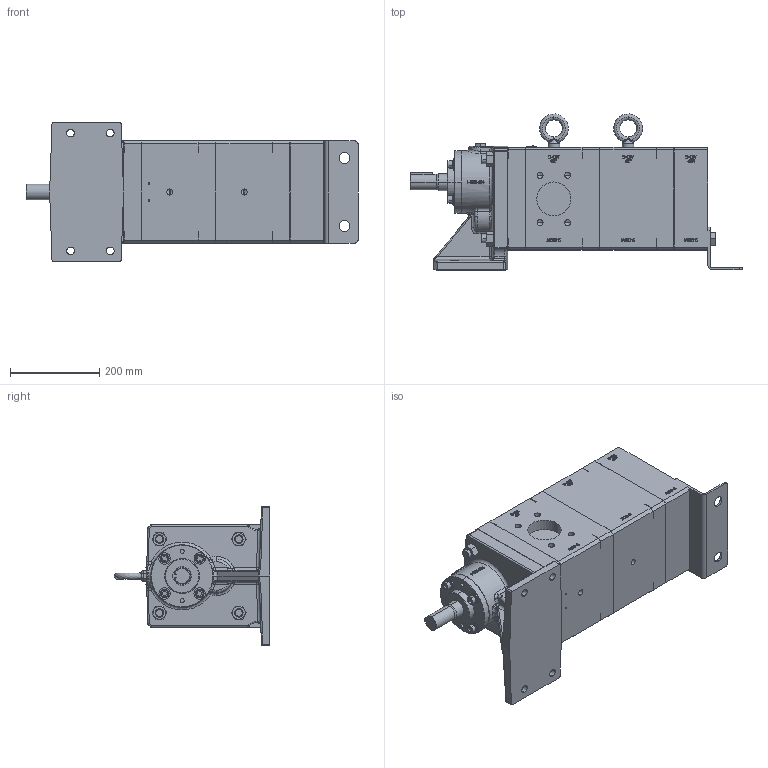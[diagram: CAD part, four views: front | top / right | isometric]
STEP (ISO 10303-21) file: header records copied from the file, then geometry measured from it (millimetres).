
FILE_DESCRIPTION (( 'STEP AP214' ), '1' );
FILE_NAME ('GPV-1445-007-U.STEP', '2018-10-31T20:50:15', ( '' ), ( '' ), 'SwSTEP 2.0', 'SolidWorks 2017', '' );
FILE_SCHEMA (( 'AUTOMOTIVE_DESIGN' ));
Length unit declared in the file: inch
Products named in the file (1): GPV-1445-007-U
Bounding box: 744 x 349.45 x 311.15 mm (x, y, z)
Volume: 28411904.7 mm3; surface area: 1028231.1 mm2
Topology: 1 solids, 1 shells, 2462 faces, 6280 edges, 4080 vertices
Faces by surface type: plane 1330, bspline 664, cylinder 307, cone 127, sphere 30, torus 4
Entity records: 134720 total; most frequent: CARTESIAN_POINT 61239, ORIENTED_EDGE 12488, DIRECTION 9009, EDGE_CURVE 6244, VERTEX_POINT 4080, VECTOR 3993, LINE 3993, EDGE_LOOP 2814
